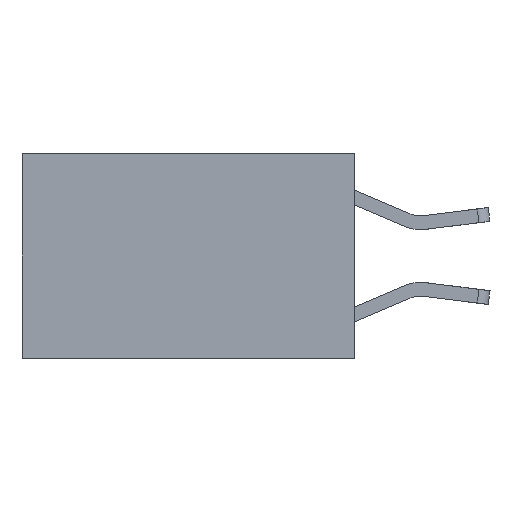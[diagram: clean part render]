
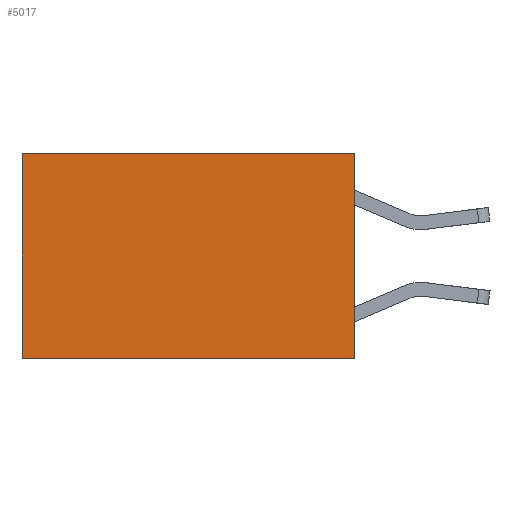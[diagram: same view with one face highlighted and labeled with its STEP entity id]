
A CAD part, left-side view. The second image highlights one B-rep face of the part: STEP entity #5017.
In plain terms, the highlighted planar face has unit normal (-1, 0, 0).
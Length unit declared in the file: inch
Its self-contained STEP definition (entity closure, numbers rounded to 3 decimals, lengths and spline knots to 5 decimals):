
#403 = VECTOR ( 'NONE', #8090, 39.37008 ) ;
#928 = DIRECTION ( 'NONE',  ( 0., 1., 0. ) ) ;
#1763 = DIRECTION ( 'NONE',  ( 0., 0., -1. ) ) ;
#1970 = ORIENTED_EDGE ( 'NONE', *, *, #10805, .F. ) ;
#2224 = EDGE_CURVE ( 'NONE', #2315, #5789, #3452, .T. ) ;
#2315 = VERTEX_POINT ( 'NONE', #11595 ) ;
#2535 = ORIENTED_EDGE ( 'NONE', *, *, #5354, .F. ) ;
#2752 = CARTESIAN_POINT ( 'NONE',  ( 0.2625, 0., -0.37 ) ) ;
#3021 = FACE_OUTER_BOUND ( 'NONE', #7654, .T. ) ;
#3381 = CARTESIAN_POINT ( 'NONE',  ( 0.2625, 0., 0. ) ) ;
#3452 = LINE ( 'NONE', #8700, #403 ) ;
#4039 = VERTEX_POINT ( 'NONE', #10909 ) ;
#4091 = VECTOR ( 'NONE', #1763, 39.37008 ) ;
#4386 = DIRECTION ( 'NONE',  ( 0., 0., -1. ) ) ;
#4758 = DIRECTION ( 'NONE',  ( 0., 0., -1. ) ) ;
#5017 = ADVANCED_FACE ( 'NONE', ( #3021 ), #10022, .F. ) ;
#5151 = ORIENTED_EDGE ( 'NONE', *, *, #10186, .T. ) ;
#5354 = EDGE_CURVE ( 'NONE', #9771, #4039, #9484, .T. ) ;
#5672 = CARTESIAN_POINT ( 'NONE',  ( 0.2625, 0., 0. ) ) ;
#5732 = VECTOR ( 'NONE', #4386, 39.37008 ) ;
#5789 = VERTEX_POINT ( 'NONE', #8210 ) ;
#6269 = ORIENTED_EDGE ( 'NONE', *, *, #2224, .T. ) ;
#6833 = LINE ( 'NONE', #9980, #4091 ) ;
#7654 = EDGE_LOOP ( 'NONE', ( #5151, #2535, #1970, #6269 ) ) ;
#8042 = LINE ( 'NONE', #3381, #5732 ) ;
#8090 = DIRECTION ( 'NONE',  ( 0., 1., 0. ) ) ;
#8210 = CARTESIAN_POINT ( 'NONE',  ( 0.2625, 0.6, 0. ) ) ;
#8530 = AXIS2_PLACEMENT_3D ( 'NONE', #5672, #10058, #4758 ) ;
#8700 = CARTESIAN_POINT ( 'NONE',  ( 0.2625, 0., 0. ) ) ;
#9484 = LINE ( 'NONE', #2752, #10910 ) ;
#9771 = VERTEX_POINT ( 'NONE', #10342 ) ;
#9980 = CARTESIAN_POINT ( 'NONE',  ( 0.2625, 0.6, 0. ) ) ;
#10022 = PLANE ( 'NONE',  #8530 ) ;
#10058 = DIRECTION ( 'NONE',  ( 1., 0., 0. ) ) ;
#10186 = EDGE_CURVE ( 'NONE', #5789, #4039, #6833, .T. ) ;
#10342 = CARTESIAN_POINT ( 'NONE',  ( 0.2625, 0., -0.37 ) ) ;
#10805 = EDGE_CURVE ( 'NONE', #2315, #9771, #8042, .T. ) ;
#10909 = CARTESIAN_POINT ( 'NONE',  ( 0.2625, 0.6, -0.37 ) ) ;
#10910 = VECTOR ( 'NONE', #928, 39.37008 ) ;
#11595 = CARTESIAN_POINT ( 'NONE',  ( 0.2625, 0., 0. ) ) ;
